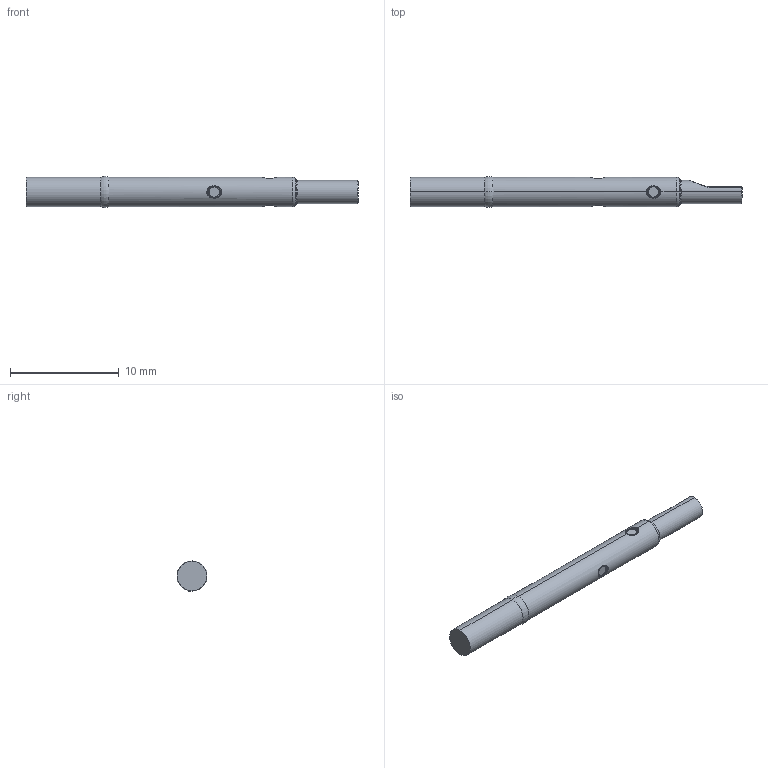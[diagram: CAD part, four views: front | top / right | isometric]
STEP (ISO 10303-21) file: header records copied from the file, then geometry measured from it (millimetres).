
FILE_DESCRIPTION (( 'STEP AP214' ), '1' );
FILE_NAME ('156-SD_250S.STEP', '2015-07-20T12:55:10', ( 'spare' ), ( '' ), 'SwSTEP 2.0', 'SolidWorks 2015', '' );
FILE_SCHEMA (( 'AUTOMOTIVE_DESIGN' ));
Length unit declared in the file: inch
Products named in the file (1): 156-SD_250S
Bounding box: 30.48 x 2.83 x 2.85 mm (x, y, z)
Volume: 150.1 mm3; surface area: 272.6 mm2
Topology: 1 solids, 2 shells, 114 faces, 260 edges, 146 vertices
Faces by surface type: bspline 44, torus 27, cone 16, cylinder 16, plane 9, sphere 2
Entity records: 4042 total; most frequent: CARTESIAN_POINT 1737, ORIENTED_EDGE 508, DIRECTION 446, EDGE_CURVE 254, AXIS2_PLACEMENT_3D 207, VERTEX_POINT 146, CIRCLE 136, EDGE_LOOP 116
